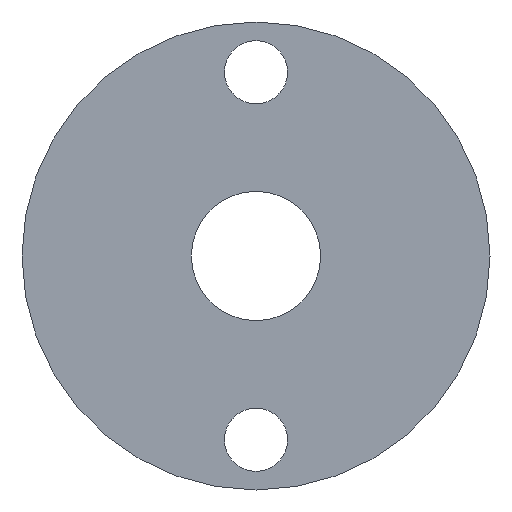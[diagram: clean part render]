
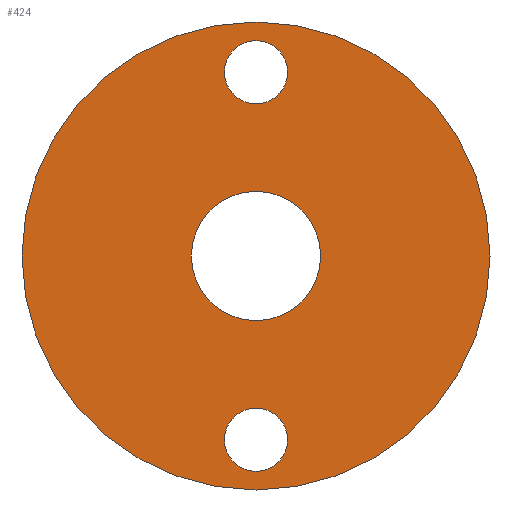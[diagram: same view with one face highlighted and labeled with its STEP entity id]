
A CAD part, front view. The second image highlights one B-rep face of the part: STEP entity #424.
In plain terms, the highlighted planar face has unit normal (0, -1, 0).
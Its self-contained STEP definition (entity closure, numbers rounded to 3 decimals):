
#24=FACE_BOUND('',#112,.T.);
#25=FACE_BOUND('',#113,.T.);
#26=FACE_BOUND('',#114,.T.);
#34=PLANE('',#493);
#52=CIRCLE('',#482,4.5);
#54=CIRCLE('',#485,2.2);
#56=CIRCLE('',#488,2.2);
#58=CIRCLE('',#491,16.3);
#80=FACE_OUTER_BOUND('',#111,.T.);
#111=EDGE_LOOP('',(#385));
#112=EDGE_LOOP('',(#386));
#113=EDGE_LOOP('',(#387));
#114=EDGE_LOOP('',(#388));
#208=VERTEX_POINT('',#850);
#210=VERTEX_POINT('',#856);
#212=VERTEX_POINT('',#862);
#214=VERTEX_POINT('',#868);
#263=EDGE_CURVE('',#208,#208,#52,.T.);
#266=EDGE_CURVE('',#210,#210,#54,.T.);
#269=EDGE_CURVE('',#212,#212,#56,.T.);
#272=EDGE_CURVE('',#214,#214,#58,.T.);
#385=ORIENTED_EDGE('',*,*,#272,.F.);
#386=ORIENTED_EDGE('',*,*,#263,.T.);
#387=ORIENTED_EDGE('',*,*,#266,.T.);
#388=ORIENTED_EDGE('',*,*,#269,.T.);
#424=ADVANCED_FACE('',(#80,#24,#25,#26),#34,.F.);
#482=AXIS2_PLACEMENT_3D('',#852,#587,#588);
#485=AXIS2_PLACEMENT_3D('',#858,#594,#595);
#488=AXIS2_PLACEMENT_3D('',#864,#601,#602);
#491=AXIS2_PLACEMENT_3D('',#870,#608,#609);
#493=AXIS2_PLACEMENT_3D('',#872,#612,#613);
#587=DIRECTION('center_axis',(0.,1.,0.));
#588=DIRECTION('ref_axis',(1.,0.,0.));
#594=DIRECTION('center_axis',(0.,1.,0.));
#595=DIRECTION('ref_axis',(1.,0.,0.));
#601=DIRECTION('center_axis',(0.,1.,0.));
#602=DIRECTION('ref_axis',(1.,0.,0.));
#608=DIRECTION('center_axis',(0.,1.,0.));
#609=DIRECTION('ref_axis',(-1.,0.,0.));
#612=DIRECTION('center_axis',(0.,1.,0.));
#613=DIRECTION('ref_axis',(0.,0.,1.));
#850=CARTESIAN_POINT('',(-4.5,0.,0.));
#852=CARTESIAN_POINT('Origin',(0.,0.,0.));
#856=CARTESIAN_POINT('',(-2.2,0.,12.8));
#858=CARTESIAN_POINT('Origin',(0.,0.,12.8));
#862=CARTESIAN_POINT('',(-2.2,0.,-12.8));
#864=CARTESIAN_POINT('Origin',(0.,0.,-12.8));
#868=CARTESIAN_POINT('',(16.3,0.,0.));
#870=CARTESIAN_POINT('Origin',(0.,0.,0.));
#872=CARTESIAN_POINT('Origin',(0.,0.,0.));
